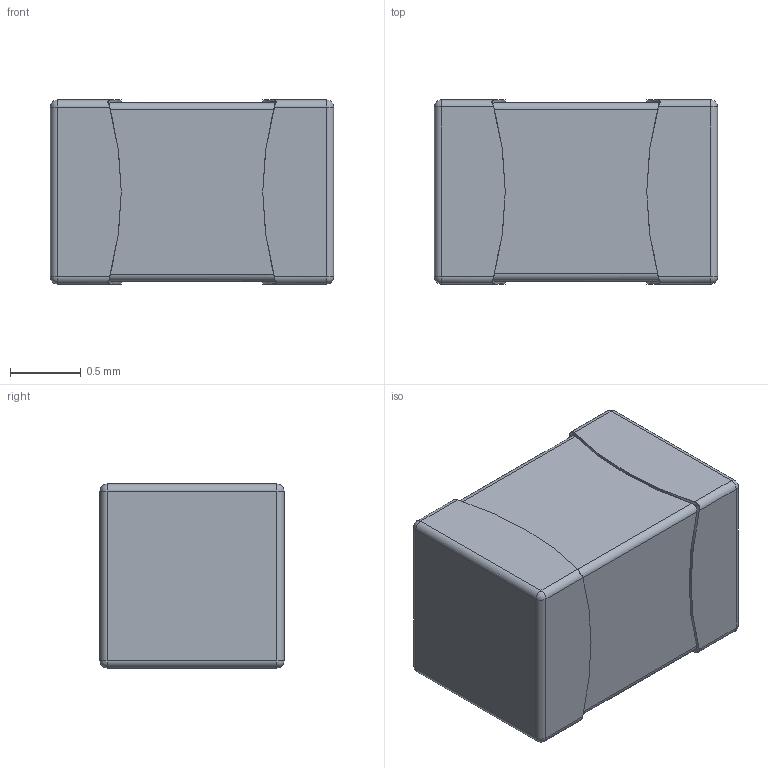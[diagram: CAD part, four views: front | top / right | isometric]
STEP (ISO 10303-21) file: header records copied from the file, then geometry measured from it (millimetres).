
FILE_DESCRIPTION (( 'STEP AP214' ), '1' );
FILE_NAME ('C0805_3D.step', '2023-05-10T05:01:35', ( 'Windows User' ), ( 'P R C' ), 'SwSTEP 2.0', 'SolidWorks 2020', '' );
FILE_SCHEMA (( 'AUTOMOTIVE_DESIGN' ));
Length unit declared in the file: millimetre
Products named in the file (1): C0805_3D
Bounding box: 2 x 1.3 x 1.3 mm (x, y, z)
Volume: 3.3 mm3; surface area: 13.4 mm2
Topology: 1 solids, 1 shells, 140 faces, 353 edges, 214 vertices
Faces by surface type: plane 74, cylinder 44, bspline 14, sphere 8
Entity records: 5814 total; most frequent: CARTESIAN_POINT 1751, ORIENTED_EDGE 690, DIRECTION 570, EDGE_CURVE 345, VERTEX_POINT 214, VECTOR 204, LINE 204, AXIS2_PLACEMENT_3D 183
